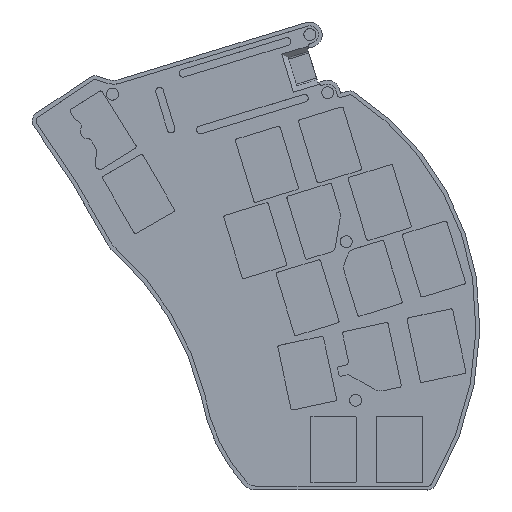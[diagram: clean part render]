
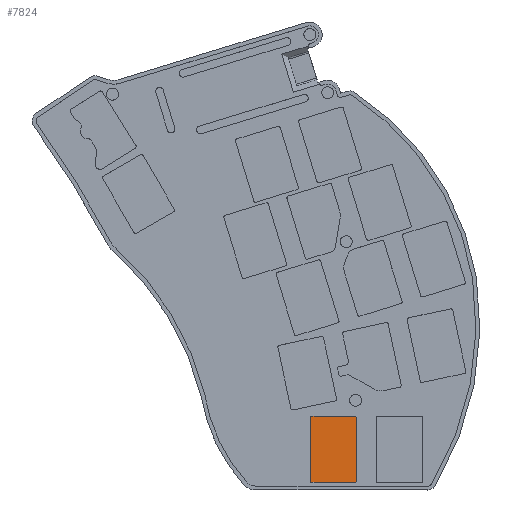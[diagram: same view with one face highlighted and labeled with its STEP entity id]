
A CAD part, top view. The second image highlights one B-rep face of the part: STEP entity #7824.
In plain terms, the highlighted planar face has unit normal (0, 0, 1).
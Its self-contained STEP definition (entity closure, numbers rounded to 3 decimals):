
#3784 = VERTEX_POINT('',#3785);
#3785 = CARTESIAN_POINT('',(20.887,-31.,-2.));
#3791 = EDGE_CURVE('',#3784,#3792,#3794,.T.);
#3792 = VERTEX_POINT('',#3793);
#3793 = CARTESIAN_POINT('',(9.887,-31.,-2.));
#3794 = LINE('',#3795,#3796);
#3795 = CARTESIAN_POINT('',(20.887,-31.,-2.));
#3796 = VECTOR('',#3797,1.);
#3797 = DIRECTION('',(-1.,0.,0.));
#3815 = VERTEX_POINT('',#3816);
#3816 = CARTESIAN_POINT('',(21.387,-31.5,-2.));
#3822 = EDGE_CURVE('',#3815,#3784,#3823,.T.);
#3823 = CIRCLE('',#3824,0.5);
#3824 = AXIS2_PLACEMENT_3D('',#3825,#3826,#3827);
#3825 = CARTESIAN_POINT('',(20.887,-31.5,-2.));
#3826 = DIRECTION('',(0.,0.,1.));
#3827 = DIRECTION('',(1.,0.,0.));
#3840 = VERTEX_POINT('',#3841);
#3841 = CARTESIAN_POINT('',(21.387,-47.5,-2.));
#3847 = EDGE_CURVE('',#3840,#3815,#3848,.T.);
#3848 = LINE('',#3849,#3850);
#3849 = CARTESIAN_POINT('',(21.387,-47.5,-2.));
#3850 = VECTOR('',#3851,1.);
#3851 = DIRECTION('',(0.,1.,0.));
#3864 = VERTEX_POINT('',#3865);
#3865 = CARTESIAN_POINT('',(20.887,-48.,-2.));
#3871 = EDGE_CURVE('',#3864,#3840,#3872,.T.);
#3872 = CIRCLE('',#3873,0.5);
#3873 = AXIS2_PLACEMENT_3D('',#3874,#3875,#3876);
#3874 = CARTESIAN_POINT('',(20.887,-47.5,-2.));
#3875 = DIRECTION('',(0.,0.,1.));
#3876 = DIRECTION('',(1.,0.,0.));
#3889 = VERTEX_POINT('',#3890);
#3890 = CARTESIAN_POINT('',(9.887,-48.,-2.));
#3896 = EDGE_CURVE('',#3889,#3864,#3897,.T.);
#3897 = LINE('',#3898,#3899);
#3898 = CARTESIAN_POINT('',(9.887,-48.,-2.));
#3899 = VECTOR('',#3900,1.);
#3900 = DIRECTION('',(1.,0.,0.));
#3913 = VERTEX_POINT('',#3914);
#3914 = CARTESIAN_POINT('',(9.387,-47.5,-2.));
#3920 = EDGE_CURVE('',#3913,#3889,#3921,.T.);
#3921 = CIRCLE('',#3922,0.5);
#3922 = AXIS2_PLACEMENT_3D('',#3923,#3924,#3925);
#3923 = CARTESIAN_POINT('',(9.887,-47.5,-2.));
#3924 = DIRECTION('',(0.,0.,1.));
#3925 = DIRECTION('',(1.,0.,0.));
#3938 = VERTEX_POINT('',#3939);
#3939 = CARTESIAN_POINT('',(9.387,-31.5,-2.));
#3945 = EDGE_CURVE('',#3938,#3913,#3946,.T.);
#3946 = LINE('',#3947,#3948);
#3947 = CARTESIAN_POINT('',(9.387,-31.5,-2.));
#3948 = VECTOR('',#3949,1.);
#3949 = DIRECTION('',(0.,-1.,0.));
#3962 = EDGE_CURVE('',#3792,#3938,#3963,.T.);
#3963 = CIRCLE('',#3964,0.5);
#3964 = AXIS2_PLACEMENT_3D('',#3965,#3966,#3967);
#3965 = CARTESIAN_POINT('',(9.887,-31.5,-2.));
#3966 = DIRECTION('',(0.,0.,1.));
#3967 = DIRECTION('',(1.,0.,0.));
#7824 = ADVANCED_FACE('',(#7825),#7835,.T.);
#7825 = FACE_BOUND('',#7826,.T.);
#7826 = EDGE_LOOP('',(#7827,#7828,#7829,#7830,#7831,#7832,#7833,#7834));
#7827 = ORIENTED_EDGE('',*,*,#3791,.T.);
#7828 = ORIENTED_EDGE('',*,*,#3962,.T.);
#7829 = ORIENTED_EDGE('',*,*,#3945,.T.);
#7830 = ORIENTED_EDGE('',*,*,#3920,.T.);
#7831 = ORIENTED_EDGE('',*,*,#3896,.T.);
#7832 = ORIENTED_EDGE('',*,*,#3871,.T.);
#7833 = ORIENTED_EDGE('',*,*,#3847,.T.);
#7834 = ORIENTED_EDGE('',*,*,#3822,.T.);
#7835 = PLANE('',#7836);
#7836 = AXIS2_PLACEMENT_3D('',#7837,#7838,#7839);
#7837 = CARTESIAN_POINT('',(23.887,-39.5,-2.));
#7838 = DIRECTION('',(0.,0.,1.));
#7839 = DIRECTION('',(1.,0.,0.));
